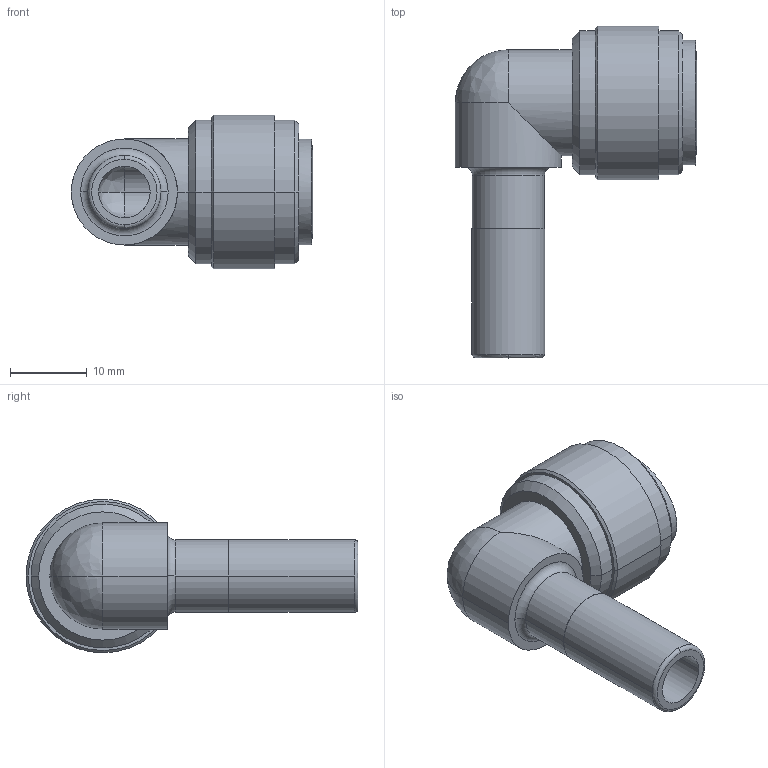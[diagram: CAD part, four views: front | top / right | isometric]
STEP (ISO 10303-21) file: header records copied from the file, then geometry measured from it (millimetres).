
FILE_DESCRIPTION (( 'STEP AP214' ), '1' );
FILE_NAME ('PE38-P.step', '2017-08-29T20:54:28', ( '' ), ( '' ), 'SwSTEP 2.0', 'SolidWorks 2017', '' );
FILE_SCHEMA (( 'AUTOMOTIVE_DESIGN' ));
Length unit declared in the file: inch
Products named in the file (1): PE38-P
Bounding box: 31.4 x 43.2 x 20 mm (x, y, z)
Volume: 5963 mm3; surface area: 4232.3 mm2
Topology: 1 solids, 1 shells, 48 faces, 110 edges, 66 vertices
Faces by surface type: cylinder 20, bspline 12, plane 8, cone 6, torus 2
Entity records: 2330 total; most frequent: CARTESIAN_POINT 1261, DIRECTION 220, ORIENTED_EDGE 212, EDGE_CURVE 106, AXIS2_PLACEMENT_3D 97, VERTEX_POINT 66, CIRCLE 60, EDGE_LOOP 56
